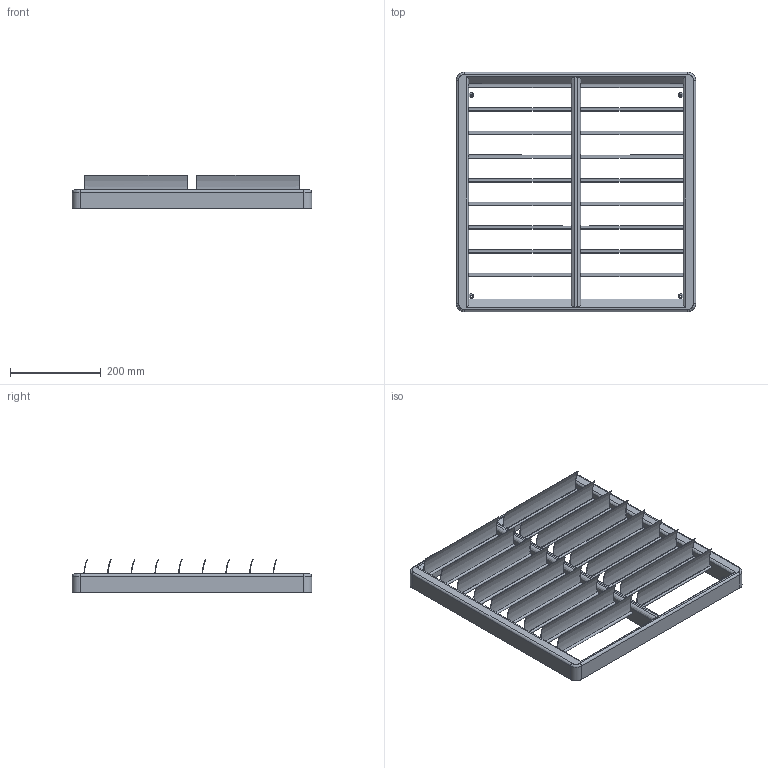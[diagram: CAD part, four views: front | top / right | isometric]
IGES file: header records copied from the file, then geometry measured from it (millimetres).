
Start section: SolidWorks IGES file using analytic representation for surfaces
Global section: file name: 2000002457.IGS; native system: SolidWorks 2021; preprocessor: SolidWorks 2021; author: sehling; date: 231218.094809; units: millimetre
Bounding box: 526 x 526 x 72.9 mm (x, y, z)
Surface area: 790840.8 mm2 (no closed solid volume)
Topology: 0 solids, 0 shells, 240 faces, 3298 edges, 3298 vertices
Faces by surface type: revolution 143, bspline 97
